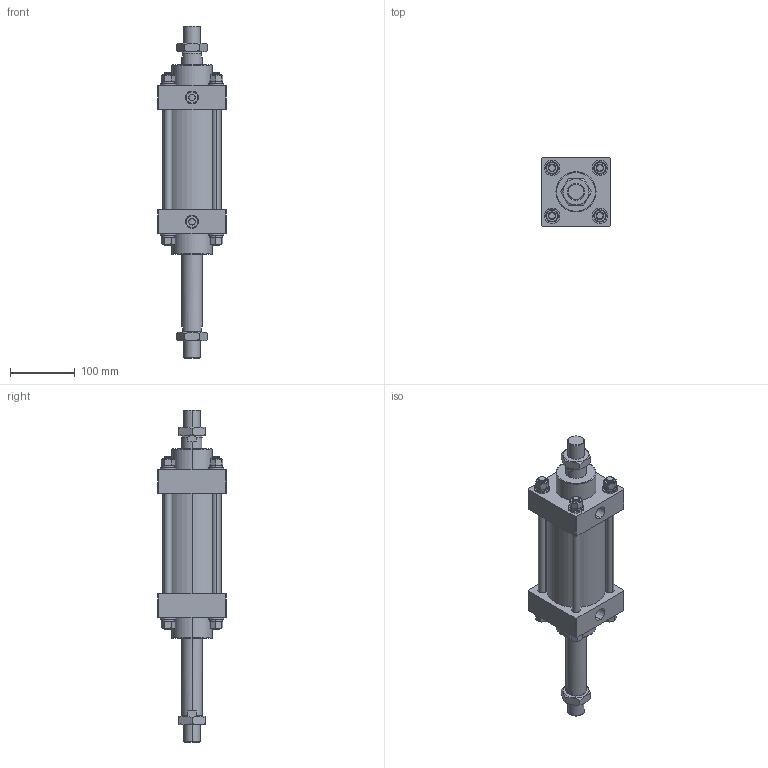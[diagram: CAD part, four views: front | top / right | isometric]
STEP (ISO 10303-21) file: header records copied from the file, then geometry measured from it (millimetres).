
FILE_DESCRIPTION (( 'STEP AP203' ), '1' );
FILE_NAME ('MOD-80-32-100.STEP', '2021-04-28T03:47:06', ( '微软用户' ), ( '微软中国' ), 'SwSTEP 2.0', 'SolidWorks 2012', '' );
FILE_SCHEMA (( 'CONFIG_CONTROL_DESIGN' ));
Length unit declared in the file: millimetre
Products named in the file (9): spring lock washers--normal type gb_GB_FASTENER_WASHER_SW 12; hex nuts 1-fine pitch-grades ab gb_GB_FASTENER_NUT_SNAB1XY M12X1.5-N; hex thin nuts-grades ab-chamfered gb_GB_FASTENER_NUT_STNAB  B M27-N; plain washers--product grade c gb_GB_FASTENER_WASHER_SMWC 12; MOD-80-32-100; MOD-80-32-100嶺裝; MOD-80-32-100活塞杆; MOB-80-32-100掛极; MOB-80-32-100前盖
Assembly tree (34 placements, depth 2):
  MOD-80-32-100
    MOB-80-32-100前盖  x2
    MOB-80-32-100掛极
    MOD-80-32-100活塞杆
    MOD-80-32-100嶺裝  x4
    plain washers--product grade c gb_GB_FASTENER_WASHER_SMWC 12  x8
    spring lock washers--normal type gb_GB_FASTENER_WASHER_SW 12  x8
    hex nuts 1-fine pitch-grades ab gb_GB_FASTENER_NUT_SNAB1XY M12X1.5-N  x8
    hex thin nuts-grades ab-chamfered gb_GB_FASTENER_NUT_STNAB  B M27-N  x2
Bounding box: 106 x 106 x 513 mm (x, y, z)
Volume: 1756269.7 mm3; surface area: 345808 mm2
Topology: 34 solids, 34 shells, 490 faces, 1086 edges, 680 vertices
Faces by surface type: plane 184, cylinder 166, cone 124, torus 16
Entity records: 6689 total; most frequent: CARTESIAN_POINT 1230, DIRECTION 888, ORIENTED_EDGE 724, AXIS2_PLACEMENT_3D 372, EDGE_CURVE 362, VERTEX_POINT 226, EDGE_LOOP 194, CIRCLE 172
